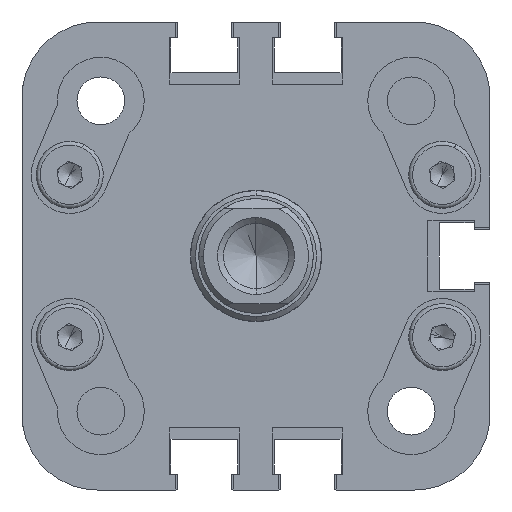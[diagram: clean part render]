
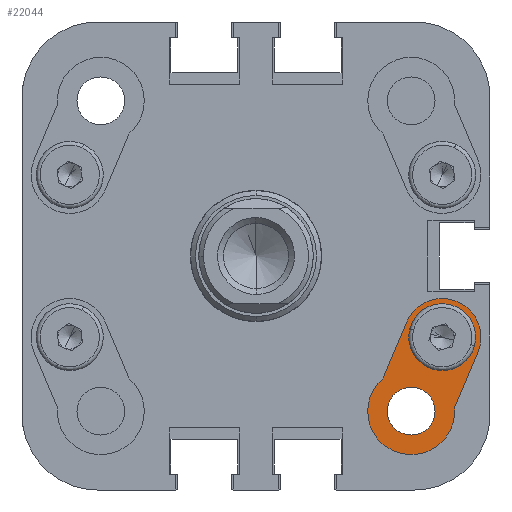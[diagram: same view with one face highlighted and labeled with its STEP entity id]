
A CAD part, left-side view. The second image highlights one B-rep face of the part: STEP entity #22044.
In plain terms, the highlighted face is planar.
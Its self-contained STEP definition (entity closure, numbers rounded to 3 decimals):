
#410 = DIRECTION ( 'NONE',  ( 1., 0., 0. ) ) ;
#529 = EDGE_CURVE ( 'NONE', #11385, #11647, #37210, .T. ) ;
#608 = CARTESIAN_POINT ( 'NONE',  ( -4.5, -23.235, 10.066 ) ) ;
#624 = CIRCLE ( 'NONE', #22284, 4.05 ) ;
#1591 = FACE_OUTER_BOUND ( 'NONE', #21851, .T. ) ;
#2367 = CARTESIAN_POINT ( 'NONE',  ( -4.5, -19.985, 17.816 ) ) ;
#2498 = CARTESIAN_POINT ( 'NONE',  ( -4.5, -13.317, 12.771 ) ) ;
#3263 = ORIENTED_EDGE ( 'NONE', *, *, #8962, .F. ) ;
#3440 = VECTOR ( 'NONE', #36461, 1000. ) ;
#3717 = CIRCLE ( 'NONE', #28482, 4.05 ) ;
#4231 = CARTESIAN_POINT ( 'NONE',  ( -4.5, -16.25, 16.25 ) ) ;
#4473 = VERTEX_POINT ( 'NONE', #21211 ) ;
#4618 = DIRECTION ( 'NONE',  ( 1., 0., 0. ) ) ;
#4683 = PLANE ( 'NONE',  #6764 ) ;
#4690 = VERTEX_POINT ( 'NONE', #5282 ) ;
#4746 = DIRECTION ( 'NONE',  ( 1., 0., 0. ) ) ;
#5093 = LINE ( 'NONE', #2367, #22836 ) ;
#5282 = CARTESIAN_POINT ( 'NONE',  ( -4.5, -19.5, 5.85 ) ) ;
#5641 = AXIS2_PLACEMENT_3D ( 'NONE', #21466, #13128, #33854 ) ;
#5732 = CARTESIAN_POINT ( 'NONE',  ( -4.5, -16.25, 18.75 ) ) ;
#6764 = AXIS2_PLACEMENT_3D ( 'NONE', #28346, #28164, #15920 ) ;
#8404 = VERTEX_POINT ( 'NONE', #608 ) ;
#8872 = AXIS2_PLACEMENT_3D ( 'NONE', #25307, #4746, #19663 ) ;
#8962 = EDGE_CURVE ( 'NONE', #11647, #11385, #22373, .T. ) ;
#9731 = AXIS2_PLACEMENT_3D ( 'NONE', #4231, #4618, #30602 ) ;
#9973 = ORIENTED_EDGE ( 'NONE', *, *, #22386, .T. ) ;
#10012 = EDGE_LOOP ( 'NONE', ( #3263, #20823 ) ) ;
#10155 = ORIENTED_EDGE ( 'NONE', *, *, #19635, .F. ) ;
#10382 = CARTESIAN_POINT ( 'NONE',  ( -4.5, -19.5, 8.5 ) ) ;
#11385 = VERTEX_POINT ( 'NONE', #5732 ) ;
#11433 = CARTESIAN_POINT ( 'NONE',  ( -4.5, -20.787, 15.904 ) ) ;
#11647 = VERTEX_POINT ( 'NONE', #29150 ) ;
#11934 = ORIENTED_EDGE ( 'NONE', *, *, #20329, .T. ) ;
#13128 = DIRECTION ( 'NONE',  ( 1., 0., 0. ) ) ;
#13215 = DIRECTION ( 'NONE',  ( 0., 0., -1. ) ) ;
#13712 = AXIS2_PLACEMENT_3D ( 'NONE', #37542, #13937, #19750 ) ;
#13937 = DIRECTION ( 'NONE',  ( 1., 0., 0. ) ) ;
#14508 = CARTESIAN_POINT ( 'NONE',  ( -4.5, -15.765, 6.934 ) ) ;
#15920 = DIRECTION ( 'NONE',  ( 0., 0., 1. ) ) ;
#15922 = CARTESIAN_POINT ( 'NONE',  ( -4.5, -12.515, 14.684 ) ) ;
#15954 = EDGE_CURVE ( 'NONE', #32668, #17586, #27397, .T. ) ;
#16609 = VERTEX_POINT ( 'NONE', #33090 ) ;
#16676 = AXIS2_PLACEMENT_3D ( 'NONE', #27971, #33555, #13215 ) ;
#17586 = VERTEX_POINT ( 'NONE', #14508 ) ;
#18221 = DIRECTION ( 'NONE',  ( 0., 0., -1. ) ) ;
#18837 = FACE_BOUND ( 'NONE', #10012, .T. ) ;
#19635 = EDGE_CURVE ( 'NONE', #8404, #37984, #5093, .T. ) ;
#19663 = DIRECTION ( 'NONE',  ( 0., 0., -1. ) ) ;
#19750 = DIRECTION ( 'NONE',  ( 0., 0., 1. ) ) ;
#19875 = DIRECTION ( 'NONE',  ( 1., 0., 0. ) ) ;
#20329 = EDGE_CURVE ( 'NONE', #8404, #16609, #624, .T. ) ;
#20400 = CIRCLE ( 'NONE', #16676, 2.65 ) ;
#20823 = ORIENTED_EDGE ( 'NONE', *, *, #529, .F. ) ;
#21211 = CARTESIAN_POINT ( 'NONE',  ( -4.5, -19.5, 11.15 ) ) ;
#21466 = CARTESIAN_POINT ( 'NONE',  ( -4.5, -16.25, 16.25 ) ) ;
#21851 = EDGE_LOOP ( 'NONE', ( #10155, #11934, #9973, #27240, #25903 ) ) ;
#22044 = ADVANCED_FACE ( 'NONE', ( #18837, #30859, #1591 ), #4683, .F. ) ;
#22102 = EDGE_CURVE ( 'NONE', #4690, #4473, #20400, .T. ) ;
#22284 = AXIS2_PLACEMENT_3D ( 'NONE', #10382, #19875, #22988 ) ;
#22373 = CIRCLE ( 'NONE', #5641, 2.5 ) ;
#22386 = EDGE_CURVE ( 'NONE', #16609, #17586, #3717, .T. ) ;
#22836 = VECTOR ( 'NONE', #32211, 1000. ) ;
#22988 = DIRECTION ( 'NONE',  ( 0., 0., -1. ) ) ;
#25307 = CARTESIAN_POINT ( 'NONE',  ( -4.5, -19.5, 8.5 ) ) ;
#25401 = EDGE_CURVE ( 'NONE', #4473, #4690, #37317, .T. ) ;
#25903 = ORIENTED_EDGE ( 'NONE', *, *, #35861, .T. ) ;
#26966 = CARTESIAN_POINT ( 'NONE',  ( -4.5, -19.5, 8.5 ) ) ;
#27240 = ORIENTED_EDGE ( 'NONE', *, *, #15954, .F. ) ;
#27397 = LINE ( 'NONE', #15922, #3440 ) ;
#27971 = CARTESIAN_POINT ( 'NONE',  ( -4.5, -19.5, 8.5 ) ) ;
#28164 = DIRECTION ( 'NONE',  ( -1., 0., 0. ) ) ;
#28346 = CARTESIAN_POINT ( 'NONE',  ( -4.5, -16.85, 8.5 ) ) ;
#28482 = AXIS2_PLACEMENT_3D ( 'NONE', #26966, #410, #18221 ) ;
#29150 = CARTESIAN_POINT ( 'NONE',  ( -4.5, -16.25, 13.75 ) ) ;
#30602 = DIRECTION ( 'NONE',  ( 0., 0., -1. ) ) ;
#30859 = FACE_BOUND ( 'NONE', #37639, .T. ) ;
#31197 = ORIENTED_EDGE ( 'NONE', *, *, #25401, .F. ) ;
#32211 = DIRECTION ( 'NONE',  ( 0., 0.387, 0.922 ) ) ;
#32668 = VERTEX_POINT ( 'NONE', #2498 ) ;
#33090 = CARTESIAN_POINT ( 'NONE',  ( -4.5, -19.5, 4.45 ) ) ;
#33555 = DIRECTION ( 'NONE',  ( 1., 0., 0. ) ) ;
#33854 = DIRECTION ( 'NONE',  ( 0., 0., 1. ) ) ;
#35861 = EDGE_CURVE ( 'NONE', #32668, #37984, #37562, .T. ) ;
#36461 = DIRECTION ( 'NONE',  ( 0., -0.387, -0.922 ) ) ;
#36766 = ORIENTED_EDGE ( 'NONE', *, *, #22102, .F. ) ;
#37210 = CIRCLE ( 'NONE', #13712, 2.5 ) ;
#37317 = CIRCLE ( 'NONE', #8872, 2.65 ) ;
#37542 = CARTESIAN_POINT ( 'NONE',  ( -4.5, -16.25, 16.25 ) ) ;
#37562 = CIRCLE ( 'NONE', #9731, 4.55 ) ;
#37639 = EDGE_LOOP ( 'NONE', ( #36766, #31197 ) ) ;
#37984 = VERTEX_POINT ( 'NONE', #11433 ) ;
